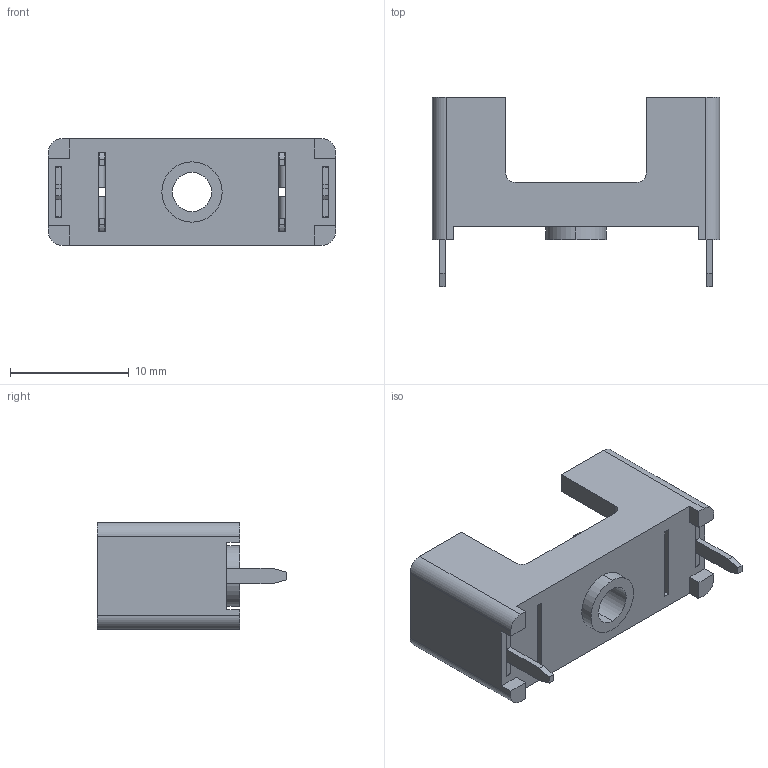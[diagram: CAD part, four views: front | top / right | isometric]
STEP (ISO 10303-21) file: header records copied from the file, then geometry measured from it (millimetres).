
FILE_DESCRIPTION (( 'STEP AP214' ), '1' );
FILE_NAME ('4628.STEP', '2024-12-04T07:26:37', ( '' ), ( '' ), 'SwSTEP 2.0', 'SolidWorks 2017', '' );
FILE_SCHEMA (( 'AUTOMOTIVE_DESIGN' ));
Length unit declared in the file: millimetre
Products named in the file (2): 4628_4628; 4628
Assembly tree (1 placements, depth 2):
  4628
    4628_4628
Bounding box: 24.21 x 15.95 x 8.99 mm (x, y, z)
Volume: 906.2 mm3; surface area: 1904.9 mm2
Topology: 3 solids, 3 shells, 171 faces, 494 edges, 328 vertices
Faces by surface type: plane 125, cylinder 46
Entity records: 5696 total; most frequent: CARTESIAN_POINT 1021, ORIENTED_EDGE 988, DIRECTION 924, EDGE_CURVE 494, VECTOR 398, LINE 398, VERTEX_POINT 328, AXIS2_PLACEMENT_3D 263
